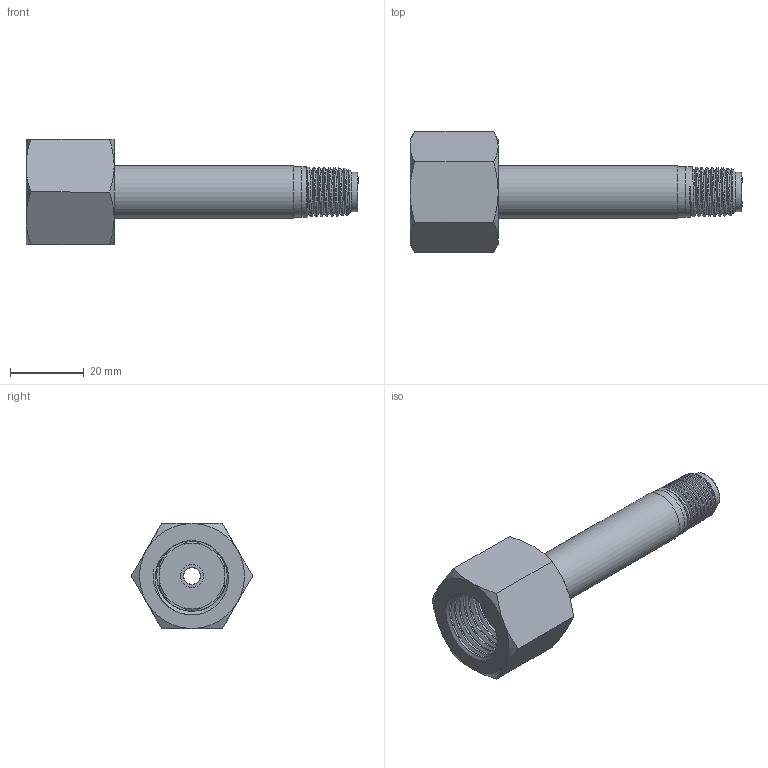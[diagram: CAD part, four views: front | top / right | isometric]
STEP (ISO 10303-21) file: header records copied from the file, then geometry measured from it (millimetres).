
FILE_DESCRIPTION (( 'STEP AP203' ), '1' );
FILE_NAME ('INL-320SS-4M-48.STEP', '2023-11-21T20:51:29', ( '' ), ( '' ), 'SwSTEP 2.0', 'SolidWorks 2018', '' );
FILE_SCHEMA (( 'CONFIG_CONTROL_DESIGN' ));
Length unit declared in the file: inch
Products named in the file (4): PRT-000033; PRT-000152; INL-320SS-4M-48; PRT-000090
Assembly tree (3 placements, depth 2):
  INL-320SS-4M-48
    PRT-000090
    PRT-000033
    PRT-000152
Bounding box: 90.34 x 33 x 28.57 mm (x, y, z)
Volume: 21579.1 mm3; surface area: 11012.3 mm2
Topology: 3 solids, 3 shells, 84 faces, 357 edges, 289 vertices
Faces by surface type: cone 29, plane 28, cylinder 20, bspline 6, torus 1
Full cylindrical faces by diameter (mm): 4.47 x1, 6.35 x1, 10.668 x1, 13.716 x1, 14.211 x1, 14.465 x1, 17.856 x1, 19.216 x6
Entity records: 12672 total; most frequent: CARTESIAN_POINT 10045, ORIENTED_EDGE 586, EDGE_CURVE 293, DIRECTION 276, VERTEX_POINT 257, B_SPLINE_CURVE_WITH_KNOTS 210, AXIS2_PLACEMENT_3D 122, EDGE_LOOP 106
